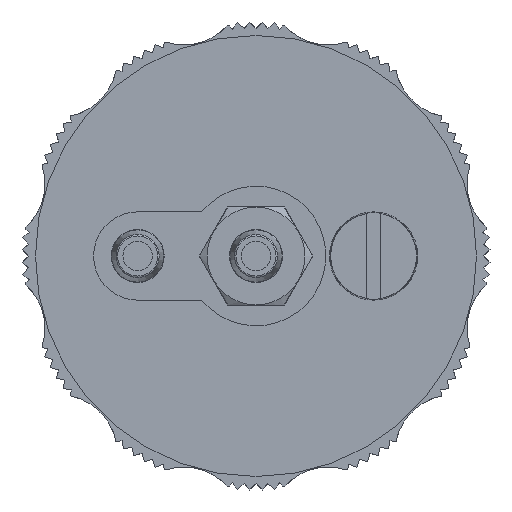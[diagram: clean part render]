
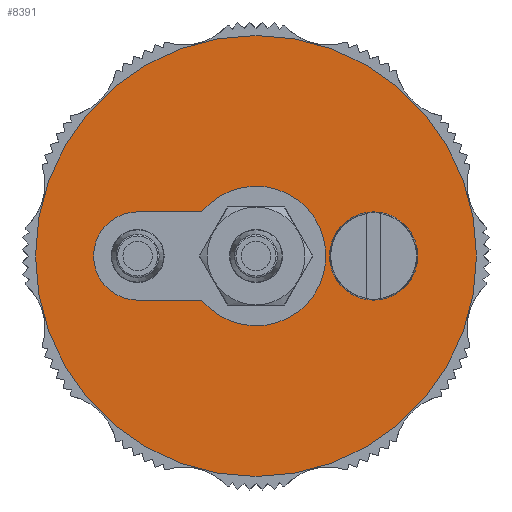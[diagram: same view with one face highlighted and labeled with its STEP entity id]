
A CAD part, front view. The second image highlights one B-rep face of the part: STEP entity #8391.
In plain terms, the highlighted planar face has unit normal (0, -1, 0).
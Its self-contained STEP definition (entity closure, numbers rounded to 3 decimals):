
#509=CIRCLE('',#8459,3.);
#703=CIRCLE('',#9049,4.75);
#704=CIRCLE('',#9050,3.);
#705=CIRCLE('',#9051,15.);
#2927=ORIENTED_EDGE('',*,*,#4414,.T.);
#2928=ORIENTED_EDGE('',*,*,#4415,.F.);
#2929=ORIENTED_EDGE('',*,*,#4416,.T.);
#2930=ORIENTED_EDGE('',*,*,#4417,.T.);
#2931=ORIENTED_EDGE('',*,*,#3238,.F.);
#2932=ORIENTED_EDGE('',*,*,#4418,.T.);
#3238=EDGE_CURVE('',#4485,#4485,#509,.F.);
#4414=EDGE_CURVE('',#5273,#5274,#6002,.T.);
#4415=EDGE_CURVE('',#5275,#5274,#703,.F.);
#4416=EDGE_CURVE('',#5275,#5276,#6003,.T.);
#4417=EDGE_CURVE('',#5276,#5273,#704,.T.);
#4418=EDGE_CURVE('',#5277,#5277,#705,.T.);
#4485=VERTEX_POINT('',#11212);
#5273=VERTEX_POINT('',#14859);
#5274=VERTEX_POINT('',#14860);
#5275=VERTEX_POINT('',#14862);
#5276=VERTEX_POINT('',#14864);
#5277=VERTEX_POINT('',#14867);
#6002=LINE('',#14858,#6702);
#6003=LINE('',#14863,#6703);
#6702=VECTOR('',#11003,1000.);
#6703=VECTOR('',#11006,1000.);
#7134=EDGE_LOOP('',(#2927,#2928,#2929,#2930));
#7135=EDGE_LOOP('',(#2931));
#7136=EDGE_LOOP('',(#2932));
#7630=FACE_BOUND('',#7134,.T.);
#7631=FACE_BOUND('',#7135,.T.);
#7632=FACE_BOUND('',#7136,.T.);
#7966=PLANE('',#9048);
#8391=ADVANCED_FACE('',(#7630,#7631,#7632),#7966,.F.);
#8459=AXIS2_PLACEMENT_3D('',#11211,#9149,#9150);
#9048=AXIS2_PLACEMENT_3D('',#14857,#11001,#11002);
#9049=AXIS2_PLACEMENT_3D('',#14861,#11004,#11005);
#9050=AXIS2_PLACEMENT_3D('',#14865,#11007,#11008);
#9051=AXIS2_PLACEMENT_3D('',#14866,#11009,#11010);
#9149=DIRECTION('',(0.,1.,0.));
#9150=DIRECTION('',(0.,0.,1.));
#11001=DIRECTION('',(0.,1.,0.));
#11002=DIRECTION('',(0.,0.,1.));
#11003=DIRECTION('',(1.,0.,0.));
#11004=DIRECTION('',(0.,1.,0.));
#11005=DIRECTION('',(0.,0.,1.));
#11006=DIRECTION('',(-1.,0.,0.));
#11007=DIRECTION('',(0.,1.,0.));
#11008=DIRECTION('',(1.,0.,0.));
#11009=DIRECTION('',(0.,-1.,0.));
#11010=DIRECTION('',(0.,0.,-1.));
#11211=CARTESIAN_POINT('',(8.,-3.5,0.));
#11212=CARTESIAN_POINT('',(8.,-3.5,3.));
#14857=CARTESIAN_POINT('',(15.,-3.5,0.));
#14858=CARTESIAN_POINT('',(-8.05,-3.5,3.));
#14859=CARTESIAN_POINT('',(-8.05,-3.5,3.));
#14860=CARTESIAN_POINT('',(-3.683,-3.5,3.));
#14861=CARTESIAN_POINT('',(0.,-3.5,0.));
#14862=CARTESIAN_POINT('',(-3.683,-3.5,-3.));
#14863=CARTESIAN_POINT('',(-3.683,-3.5,-3.));
#14864=CARTESIAN_POINT('',(-8.05,-3.5,-3.));
#14865=CARTESIAN_POINT('',(-8.05,-3.5,0.));
#14866=CARTESIAN_POINT('',(0.,-3.5,0.));
#14867=CARTESIAN_POINT('',(0.,-3.5,-15.));
